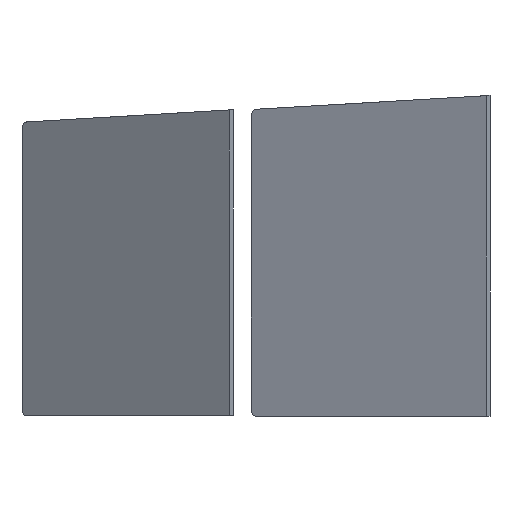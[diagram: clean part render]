
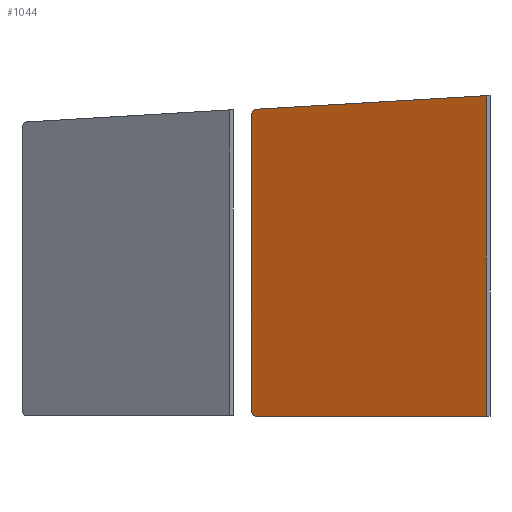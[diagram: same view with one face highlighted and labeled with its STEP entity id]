
A CAD part, top view. The second image highlights one B-rep face of the part: STEP entity #1044.
In plain terms, the highlighted planar face has unit normal (-0.438, 0, 0.899).
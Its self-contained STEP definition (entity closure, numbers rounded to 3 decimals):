
#579 = PLANE('',#580);
#580 = AXIS2_PLACEMENT_3D('',#581,#582,#583);
#581 = CARTESIAN_POINT('',(5.571,-95.645,0.));
#582 = DIRECTION('',(0.058,-0.998,0.));
#583 = DIRECTION('',(0.,0.,-1.));
#606 = PLANE('',#607);
#607 = AXIS2_PLACEMENT_3D('',#608,#609,#610);
#608 = CARTESIAN_POINT('',(10457.485,0.,6463.149));
#609 = DIRECTION('',(0.851,0.,0.526));
#610 = DIRECTION('',(0.,-1.,0.));
#634 = PLANE('',#635);
#635 = AXIS2_PLACEMENT_3D('',#636,#637,#638);
#636 = CARTESIAN_POINT('',(0.,-523.,0.));
#637 = DIRECTION('',(0.,1.,0.));
#638 = DIRECTION('',(1.,0.,-0.));
#663 = CYLINDRICAL_SURFACE('',#664,23.);
#664 = AXIS2_PLACEMENT_3D('',#665,#666,#667);
#665 = CARTESIAN_POINT('',(11814.028,-500.,2518.309)
  );
#666 = DIRECTION('',(-0.526,0.,0.851));
#667 = DIRECTION('',(-0.851,0.,-0.526));
#697 = PLANE('',#698);
#698 = AXIS2_PLACEMENT_3D('',#699,#700,#701);
#699 = CARTESIAN_POINT('',(9655.324,0.,5967.381));
#700 = DIRECTION('',(0.851,0.,0.526));
#701 = DIRECTION('',(0.,-1.,0.));
#723 = CYLINDRICAL_SURFACE('',#724,23.);
#724 = AXIS2_PLACEMENT_3D('',#725,#726,#727);
#725 = CARTESIAN_POINT('',(10972.624,520.074,
    3879.716));
#726 = DIRECTION('',(0.525,0.031,-0.85));
#727 = DIRECTION('',(-0.058,0.998,
    0.));
#746 = VERTEX_POINT('',#747);
#747 = CARTESIAN_POINT('',(11802.444,591.445,
    2534.889));
#770 = VERTEX_POINT('',#771);
#771 = CARTESIAN_POINT('',(12634.907,639.93,
    2940.044));
#790 = EDGE_CURVE('',#770,#746,#791,.T.);
#791 = SURFACE_CURVE('',#792,(#796,#802),.PCURVE_S1.);
#792 = LINE('',#793,#794);
#793 = CARTESIAN_POINT('',(-4192.021,-340.126,
    -5249.542));
#794 = VECTOR('',#795,1.);
#795 = DIRECTION('',(-0.898,-0.052,-0.437
    ));
#796 = PCURVE('',#579,#797);
#797 = DEFINITIONAL_REPRESENTATION('',(#798),#801);
#798 = B_SPLINE_CURVE_WITH_KNOTS('',1,(#799,#800),.UNSPECIFIED.,.F.,.F.,
  (2,2),(-18941.462,-17321.03),
  .PIECEWISE_BEZIER_KNOTS.);
#799 = CARTESIAN_POINT('',(-3028.23,12832.239));
#800 = CARTESIAN_POINT('',(-2320.071,11374.738));
#801 = ( GEOMETRIC_REPRESENTATION_CONTEXT(2) 
PARAMETRIC_REPRESENTATION_CONTEXT() REPRESENTATION_CONTEXT('2D SPACE',''
  ) );
#802 = PCURVE('',#803,#808);
#803 = PLANE('',#804);
#804 = AXIS2_PLACEMENT_3D('',#805,#806,#807);
#805 = CARTESIAN_POINT('',(-9676.723,-46.239,
    -7918.92));
#806 = DIRECTION('',(0.438,0.,-0.899));
#807 = DIRECTION('',(0.,-1.,0.));
#808 = DEFINITIONAL_REPRESENTATION('',(#809),#812);
#809 = B_SPLINE_CURVE_WITH_KNOTS('',1,(#810,#811),.UNSPECIFIED.,.F.,.F.,
  (2,2),(-18941.462,-17321.03),
  .PIECEWISE_BEZIER_KNOTS.);
#810 = CARTESIAN_POINT('',(-696.723,-25015.338));
#811 = CARTESIAN_POINT('',(-611.977,-23397.124));
#812 = ( GEOMETRIC_REPRESENTATION_CONTEXT(2) 
PARAMETRIC_REPRESENTATION_CONTEXT() REPRESENTATION_CONTEXT('2D SPACE',''
  ) );
#817 = EDGE_CURVE('',#818,#746,#820,.T.);
#818 = VERTEX_POINT('',#819);
#819 = CARTESIAN_POINT('',(11782.686,568.394,
    2525.273));
#820 = SURFACE_CURVE('',#821,(#826,#839),.PCURVE_S1.);
#821 = ELLIPSE('',#822,23.128,23.);
#822 = AXIS2_PLACEMENT_3D('',#823,#824,#825);
#823 = CARTESIAN_POINT('',(11803.472,568.466,
    2535.389));
#824 = DIRECTION('',(0.438,0.,-0.899)
  );
#825 = DIRECTION('',(0.86,0.292,0.419));
#826 = PCURVE('',#723,#827);
#827 = DEFINITIONAL_REPRESENTATION('',(#828),#838);
#828 = B_SPLINE_CURVE_WITH_KNOTS('',8,(#829,#830,#831,#832,#833,#834,
    #835,#836,#837),.UNSPECIFIED.,.F.,.F.,(9,9),(3.436,
    4.957),.PIECEWISE_BEZIER_KNOTS.);
#829 = CARTESIAN_POINT('',(-1.521,1578.773));
#830 = CARTESIAN_POINT('',(-1.331,1578.907));
#831 = CARTESIAN_POINT('',(-1.141,1579.137));
#832 = CARTESIAN_POINT('',(-0.951,1579.456));
#833 = CARTESIAN_POINT('',(-0.761,1579.848));
#834 = CARTESIAN_POINT('',(-0.57,1580.293));
#835 = CARTESIAN_POINT('',(-0.38,1580.765));
#836 = CARTESIAN_POINT('',(-0.19,1581.237));
#837 = CARTESIAN_POINT('',(0.,1581.685));
#838 = ( GEOMETRIC_REPRESENTATION_CONTEXT(2) 
PARAMETRIC_REPRESENTATION_CONTEXT() REPRESENTATION_CONTEXT('2D SPACE',''
  ) );
#839 = PCURVE('',#803,#840);
#840 = DEFINITIONAL_REPRESENTATION('',(#841),#845);
#841 = ELLIPSE('',#842,23.128,23.);
#842 = AXIS2_PLACEMENT_2D('',#843,#844);
#843 = CARTESIAN_POINT('',(-614.705,-23889.148));
#844 = DIRECTION('',(-0.292,-0.957));
#845 = ( GEOMETRIC_REPRESENTATION_CONTEXT(2) 
PARAMETRIC_REPRESENTATION_CONTEXT() REPRESENTATION_CONTEXT('2D SPACE',''
  ) );
#875 = EDGE_CURVE('',#770,#876,#878,.T.);
#876 = VERTEX_POINT('',#877);
#877 = CARTESIAN_POINT('',(12634.907,-523.,2940.044)
  );
#878 = SURFACE_CURVE('',#879,(#883,#889),.PCURVE_S1.);
#879 = LINE('',#880,#881);
#880 = CARTESIAN_POINT('',(12634.907,-23.12,
    2940.044));
#881 = VECTOR('',#882,1.);
#882 = DIRECTION('',(0.,-1.,0.));
#883 = PCURVE('',#606,#884);
#884 = DEFINITIONAL_REPRESENTATION('',(#885),#888);
#885 = B_SPLINE_CURVE_WITH_KNOTS('',1,(#886,#887),.UNSPECIFIED.,.F.,.F.,
  (2,2),(-780.189,616.25),.PIECEWISE_BEZIER_KNOTS.);
#886 = CARTESIAN_POINT('',(-757.069,4141.67));
#887 = CARTESIAN_POINT('',(639.37,4141.67));
#888 = ( GEOMETRIC_REPRESENTATION_CONTEXT(2) 
PARAMETRIC_REPRESENTATION_CONTEXT() REPRESENTATION_CONTEXT('2D SPACE',''
  ) );
#889 = PCURVE('',#803,#890);
#890 = DEFINITIONAL_REPRESENTATION('',(#891),#894);
#891 = B_SPLINE_CURVE_WITH_KNOTS('',1,(#892,#893),.UNSPECIFIED.,.F.,.F.,
  (2,2),(-780.189,616.25),.PIECEWISE_BEZIER_KNOTS.);
#892 = CARTESIAN_POINT('',(-803.309,-24813.826));
#893 = CARTESIAN_POINT('',(593.131,-24813.826));
#894 = ( GEOMETRIC_REPRESENTATION_CONTEXT(2) 
PARAMETRIC_REPRESENTATION_CONTEXT() REPRESENTATION_CONTEXT('2D SPACE',''
  ) );
#920 = EDGE_CURVE('',#818,#921,#923,.T.);
#921 = VERTEX_POINT('',#922);
#922 = CARTESIAN_POINT('',(11782.686,-500.,2525.273)
  );
#923 = SURFACE_CURVE('',#924,(#928,#934),.PCURVE_S1.);
#924 = LINE('',#925,#926);
#925 = CARTESIAN_POINT('',(11782.686,-23.12,
    2525.273));
#926 = VECTOR('',#927,1.);
#927 = DIRECTION('',(0.,-1.,0.));
#928 = PCURVE('',#697,#929);
#929 = DEFINITIONAL_REPRESENTATION('',(#930),#933);
#930 = B_SPLINE_CURVE_WITH_KNOTS('',1,(#931,#932),.UNSPECIFIED.,.F.,.F.,
  (2,2),(-699.2,583.797),.PIECEWISE_BEZIER_KNOTS.);
#931 = CARTESIAN_POINT('',(-676.08,4046.453));
#932 = CARTESIAN_POINT('',(606.916,4046.453));
#933 = ( GEOMETRIC_REPRESENTATION_CONTEXT(2) 
PARAMETRIC_REPRESENTATION_CONTEXT() REPRESENTATION_CONTEXT('2D SPACE',''
  ) );
#934 = PCURVE('',#803,#935);
#935 = DEFINITIONAL_REPRESENTATION('',(#936),#939);
#936 = B_SPLINE_CURVE_WITH_KNOTS('',1,(#937,#938),.UNSPECIFIED.,.F.,.F.,
  (2,2),(-699.2,583.797),.PIECEWISE_BEZIER_KNOTS.);
#937 = CARTESIAN_POINT('',(-722.32,-23866.031));
#938 = CARTESIAN_POINT('',(560.677,-23866.031));
#939 = ( GEOMETRIC_REPRESENTATION_CONTEXT(2) 
PARAMETRIC_REPRESENTATION_CONTEXT() REPRESENTATION_CONTEXT('2D SPACE',''
  ) );
#970 = VERTEX_POINT('',#971);
#971 = CARTESIAN_POINT('',(11803.472,-523.,2535.389)
  );
#992 = EDGE_CURVE('',#970,#876,#993,.T.);
#993 = SURFACE_CURVE('',#994,(#998,#1004),.PCURVE_S1.);
#994 = LINE('',#995,#996);
#995 = CARTESIAN_POINT('',(-4206.949,-523.,-5256.807
    ));
#996 = VECTOR('',#997,1.);
#997 = DIRECTION('',(0.899,-0.,0.438));
#998 = PCURVE('',#634,#999);
#999 = DEFINITIONAL_REPRESENTATION('',(#1000),#1003);
#1000 = B_SPLINE_CURVE_WITH_KNOTS('',1,(#1001,#1002),.UNSPECIFIED.,.F.,
  .F.,(2,2),(17315.186,18932.041),
  .PIECEWISE_BEZIER_KNOTS.);
#1001 = CARTESIAN_POINT('',(11362.195,-2320.621));
#1002 = CARTESIAN_POINT('',(12816.009,-3028.186));
#1003 = ( GEOMETRIC_REPRESENTATION_CONTEXT(2) 
PARAMETRIC_REPRESENTATION_CONTEXT() REPRESENTATION_CONTEXT('2D SPACE',''
  ) );
#1004 = PCURVE('',#803,#1005);
#1005 = DEFINITIONAL_REPRESENTATION('',(#1006),#1009);
#1006 = B_SPLINE_CURVE_WITH_KNOTS('',1,(#1007,#1008),.UNSPECIFIED.,.F.,
  .F.,(2,2),(17315.186,18932.041),
  .PIECEWISE_BEZIER_KNOTS.);
#1007 = CARTESIAN_POINT('',(476.761,-23398.382));
#1008 = CARTESIAN_POINT('',(476.761,-25015.237));
#1009 = ( GEOMETRIC_REPRESENTATION_CONTEXT(2) 
PARAMETRIC_REPRESENTATION_CONTEXT() REPRESENTATION_CONTEXT('2D SPACE',''
  ) );
#1016 = EDGE_CURVE('',#970,#921,#1017,.T.);
#1017 = SURFACE_CURVE('',#1018,(#1023,#1036),.PCURVE_S1.);
#1018 = ELLIPSE('',#1019,23.117,23.);
#1019 = AXIS2_PLACEMENT_3D('',#1020,#1021,#1022);
#1020 = CARTESIAN_POINT('',(11803.472,-500.,2535.389)
  );
#1021 = DIRECTION('',(0.438,0.,-0.899));
#1022 = DIRECTION('',(-0.899,0.,-0.438));
#1023 = PCURVE('',#663,#1024);
#1024 = DEFINITIONAL_REPRESENTATION('',(#1025),#1035);
#1025 = B_SPLINE_CURVE_WITH_KNOTS('',8,(#1026,#1027,#1028,#1029,#1030,
    #1031,#1032,#1033,#1034),.UNSPECIFIED.,.F.,.F.,(9,9),(4.712
    ,6.283),.PIECEWISE_BEZIER_KNOTS.);
#1026 = CARTESIAN_POINT('',(1.571,20.078));
#1027 = CARTESIAN_POINT('',(1.374,20.534));
#1028 = CARTESIAN_POINT('',(1.178,20.99));
#1029 = CARTESIAN_POINT('',(0.982,21.42));
#1030 = CARTESIAN_POINT('',(0.785,21.795));
#1031 = CARTESIAN_POINT('',(0.589,22.094));
#1032 = CARTESIAN_POINT('',(0.393,22.299));
#1033 = CARTESIAN_POINT('',(0.196,22.401));
#1034 = CARTESIAN_POINT('',(0.,22.401));
#1035 = ( GEOMETRIC_REPRESENTATION_CONTEXT(2) 
PARAMETRIC_REPRESENTATION_CONTEXT() REPRESENTATION_CONTEXT('2D SPACE',''
  ) );
#1036 = PCURVE('',#803,#1037);
#1037 = DEFINITIONAL_REPRESENTATION('',(#1038),#1042);
#1038 = ELLIPSE('',#1039,23.117,23.);
#1039 = AXIS2_PLACEMENT_2D('',#1040,#1041);
#1040 = CARTESIAN_POINT('',(453.761,-23889.148));
#1041 = DIRECTION('',(-0.,1.));
#1042 = ( GEOMETRIC_REPRESENTATION_CONTEXT(2) 
PARAMETRIC_REPRESENTATION_CONTEXT() REPRESENTATION_CONTEXT('2D SPACE',''
  ) );
#1044 = ADVANCED_FACE('',(#1045),#803,.F.);
#1045 = FACE_BOUND('',#1046,.F.);
#1046 = EDGE_LOOP('',(#1047,#1048,#1049,#1050,#1051,#1052));
#1047 = ORIENTED_EDGE('',*,*,#992,.F.);
#1048 = ORIENTED_EDGE('',*,*,#1016,.T.);
#1049 = ORIENTED_EDGE('',*,*,#920,.F.);
#1050 = ORIENTED_EDGE('',*,*,#817,.T.);
#1051 = ORIENTED_EDGE('',*,*,#790,.F.);
#1052 = ORIENTED_EDGE('',*,*,#875,.T.);
